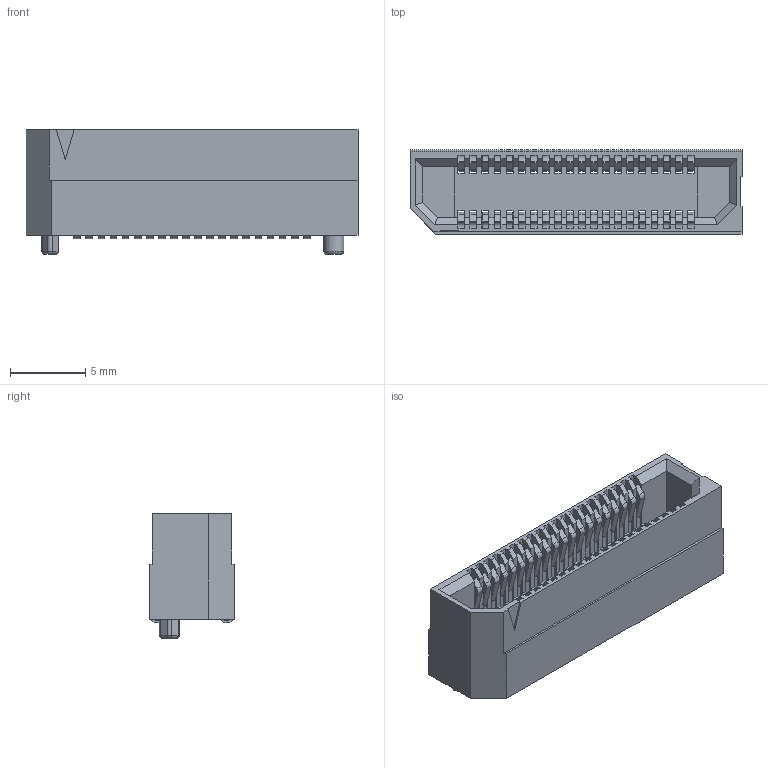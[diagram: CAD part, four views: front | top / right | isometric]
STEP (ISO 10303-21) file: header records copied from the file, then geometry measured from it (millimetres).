
FILE_DESCRIPTION (( 'STEP AP203' ), '1' );
FILE_NAME ('ERF8-020-07-X-DV-BASIC.step', '2011-03-18T12:10:36', ( ' ' ), ( ' ' ), 'SwSTEP 2.0', 'SolidWorks 2010', '' );
FILE_SCHEMA (( 'CONFIG_CONTROL_DESIGN' ));
Length unit declared in the file: millimetre
Products named in the file (1): ERF8-020-07-X-DV-BASIC
Bounding box: 22 x 5.6 x 8.27 mm (x, y, z)
Volume: 464.2 mm3; surface area: 1778.5 mm2
Topology: 1 solids, 1 shells, 939 faces, 2784 edges, 1848 vertices
Faces by surface type: plane 681, cylinder 251, sphere 5, torus 2
Entity records: 31422 total; most frequent: CARTESIAN_POINT 5566, ORIENTED_EDGE 5560, DIRECTION 5167, EDGE_CURVE 2780, VECTOR 2273, LINE 2273, VERTEX_POINT 1846, AXIS2_PLACEMENT_3D 1447
